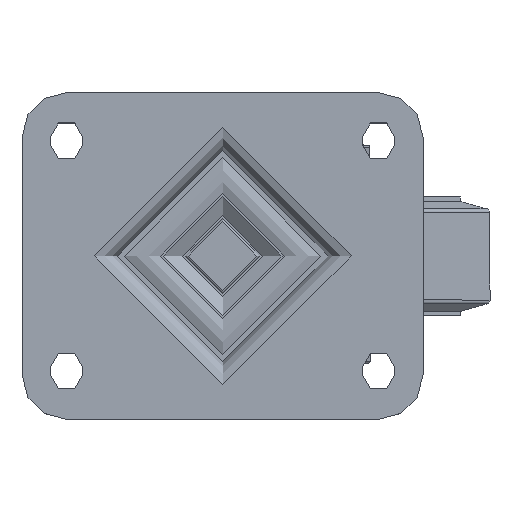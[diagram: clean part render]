
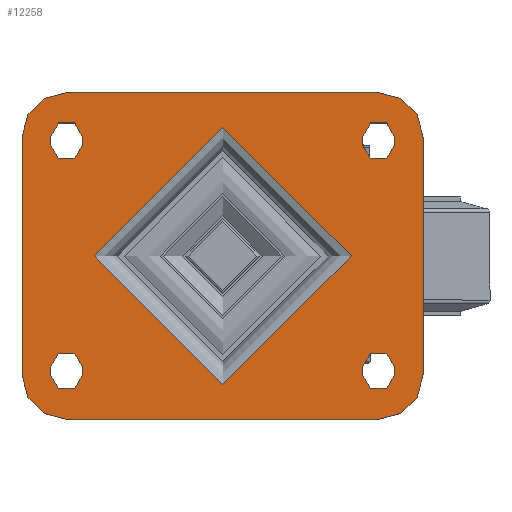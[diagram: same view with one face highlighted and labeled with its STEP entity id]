
A CAD part, top view. The second image highlights one B-rep face of the part: STEP entity #12258.
In plain terms, the highlighted planar face has unit normal (0, 0, 1).
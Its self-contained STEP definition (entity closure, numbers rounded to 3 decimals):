
#1038=FACE_BOUND('',#2354,.T.);
#1039=FACE_BOUND('',#2355,.T.);
#1040=FACE_BOUND('',#2356,.T.);
#1041=FACE_BOUND('',#2357,.T.);
#1042=FACE_BOUND('',#2358,.T.);
#1167=PLANE('',#13287);
#1596=FACE_OUTER_BOUND('',#2353,.T.);
#2353=EDGE_LOOP('',(#8534,#8535,#8536,#8537,#8538,#8539,#8540,#8541));
#2354=EDGE_LOOP('',(#8542,#8543,#8544,#8545));
#2355=EDGE_LOOP('',(#8546,#8547,#8548,#8549));
#2356=EDGE_LOOP('',(#8550,#8551,#8552,#8553));
#2357=EDGE_LOOP('',(#8554,#8555,#8556,#8557));
#2358=EDGE_LOOP('',(#8558));
#3244=LINE('',#17609,#4111);
#3245=LINE('',#17613,#4112);
#3246=LINE('',#17617,#4113);
#3247=LINE('',#17620,#4114);
#3248=LINE('',#17623,#4115);
#3249=LINE('',#17627,#4116);
#3250=LINE('',#17631,#4117);
#3251=LINE('',#17635,#4118);
#3252=LINE('',#17639,#4119);
#3253=LINE('',#17643,#4120);
#3254=LINE('',#17647,#4121);
#3255=LINE('',#17651,#4122);
#4111=VECTOR('',#14531,1000.);
#4112=VECTOR('',#14534,1000.);
#4113=VECTOR('',#14537,1000.);
#4114=VECTOR('',#14540,1000.);
#4115=VECTOR('',#14541,1000.);
#4116=VECTOR('',#14544,1000.);
#4117=VECTOR('',#14547,1000.);
#4118=VECTOR('',#14550,1000.);
#4119=VECTOR('',#14553,1000.);
#4120=VECTOR('',#14556,1000.);
#4121=VECTOR('',#14559,1000.);
#4122=VECTOR('',#14562,1000.);
#4979=CIRCLE('',#13256,43.246);
#5002=CIRCLE('',#13288,15.);
#5003=CIRCLE('',#13289,15.);
#5004=CIRCLE('',#13290,15.);
#5005=CIRCLE('',#13291,15.);
#5006=CIRCLE('',#13292,5.5);
#5007=CIRCLE('',#13293,5.5);
#5008=CIRCLE('',#13294,5.5);
#5009=CIRCLE('',#13295,5.5);
#5010=CIRCLE('',#13296,5.5);
#5011=CIRCLE('',#13297,5.5);
#5012=CIRCLE('',#13298,5.5);
#5013=CIRCLE('',#13299,5.5);
#5428=VERTEX_POINT('',#17526);
#5460=VERTEX_POINT('',#17605);
#5461=VERTEX_POINT('',#17606);
#5462=VERTEX_POINT('',#17608);
#5463=VERTEX_POINT('',#17610);
#5464=VERTEX_POINT('',#17612);
#5465=VERTEX_POINT('',#17614);
#5466=VERTEX_POINT('',#17616);
#5467=VERTEX_POINT('',#17618);
#5468=VERTEX_POINT('',#17621);
#5469=VERTEX_POINT('',#17622);
#5470=VERTEX_POINT('',#17624);
#5471=VERTEX_POINT('',#17626);
#5472=VERTEX_POINT('',#17629);
#5473=VERTEX_POINT('',#17630);
#5474=VERTEX_POINT('',#17632);
#5475=VERTEX_POINT('',#17634);
#5476=VERTEX_POINT('',#17637);
#5477=VERTEX_POINT('',#17638);
#5478=VERTEX_POINT('',#17640);
#5479=VERTEX_POINT('',#17642);
#5480=VERTEX_POINT('',#17645);
#5481=VERTEX_POINT('',#17646);
#5482=VERTEX_POINT('',#17648);
#5483=VERTEX_POINT('',#17650);
#6633=EDGE_CURVE('',#5428,#5428,#4979,.T.);
#6670=EDGE_CURVE('',#5460,#5461,#5002,.T.);
#6671=EDGE_CURVE('',#5462,#5461,#3244,.T.);
#6672=EDGE_CURVE('',#5463,#5462,#5003,.T.);
#6673=EDGE_CURVE('',#5464,#5463,#3245,.T.);
#6674=EDGE_CURVE('',#5465,#5464,#5004,.T.);
#6675=EDGE_CURVE('',#5466,#5465,#3246,.T.);
#6676=EDGE_CURVE('',#5466,#5467,#5005,.T.);
#6677=EDGE_CURVE('',#5460,#5467,#3247,.T.);
#6678=EDGE_CURVE('',#5468,#5469,#3248,.T.);
#6679=EDGE_CURVE('',#5469,#5470,#5006,.T.);
#6680=EDGE_CURVE('',#5470,#5471,#3249,.T.);
#6681=EDGE_CURVE('',#5471,#5468,#5007,.T.);
#6682=EDGE_CURVE('',#5472,#5473,#3250,.T.);
#6683=EDGE_CURVE('',#5473,#5474,#5008,.T.);
#6684=EDGE_CURVE('',#5474,#5475,#3251,.T.);
#6685=EDGE_CURVE('',#5475,#5472,#5009,.T.);
#6686=EDGE_CURVE('',#5476,#5477,#3252,.T.);
#6687=EDGE_CURVE('',#5477,#5478,#5010,.T.);
#6688=EDGE_CURVE('',#5478,#5479,#3253,.T.);
#6689=EDGE_CURVE('',#5479,#5476,#5011,.T.);
#6690=EDGE_CURVE('',#5480,#5481,#3254,.T.);
#6691=EDGE_CURVE('',#5481,#5482,#5012,.T.);
#6692=EDGE_CURVE('',#5482,#5483,#3255,.T.);
#6693=EDGE_CURVE('',#5483,#5480,#5013,.T.);
#8534=ORIENTED_EDGE('',*,*,#6670,.T.);
#8535=ORIENTED_EDGE('',*,*,#6671,.F.);
#8536=ORIENTED_EDGE('',*,*,#6672,.F.);
#8537=ORIENTED_EDGE('',*,*,#6673,.F.);
#8538=ORIENTED_EDGE('',*,*,#6674,.F.);
#8539=ORIENTED_EDGE('',*,*,#6675,.F.);
#8540=ORIENTED_EDGE('',*,*,#6676,.T.);
#8541=ORIENTED_EDGE('',*,*,#6677,.F.);
#8542=ORIENTED_EDGE('',*,*,#6678,.T.);
#8543=ORIENTED_EDGE('',*,*,#6679,.T.);
#8544=ORIENTED_EDGE('',*,*,#6680,.T.);
#8545=ORIENTED_EDGE('',*,*,#6681,.T.);
#8546=ORIENTED_EDGE('',*,*,#6682,.T.);
#8547=ORIENTED_EDGE('',*,*,#6683,.T.);
#8548=ORIENTED_EDGE('',*,*,#6684,.T.);
#8549=ORIENTED_EDGE('',*,*,#6685,.T.);
#8550=ORIENTED_EDGE('',*,*,#6686,.T.);
#8551=ORIENTED_EDGE('',*,*,#6687,.T.);
#8552=ORIENTED_EDGE('',*,*,#6688,.T.);
#8553=ORIENTED_EDGE('',*,*,#6689,.T.);
#8554=ORIENTED_EDGE('',*,*,#6690,.T.);
#8555=ORIENTED_EDGE('',*,*,#6691,.T.);
#8556=ORIENTED_EDGE('',*,*,#6692,.T.);
#8557=ORIENTED_EDGE('',*,*,#6693,.T.);
#8558=ORIENTED_EDGE('',*,*,#6633,.F.);
#12258=ADVANCED_FACE('',(#1596,#1038,#1039,#1040,#1041,#1042),#1167,.T.);
#13256=AXIS2_PLACEMENT_3D('',#17528,#14451,#14452);
#13287=AXIS2_PLACEMENT_3D('',#17604,#14527,#14528);
#13288=AXIS2_PLACEMENT_3D('',#17607,#14529,#14530);
#13289=AXIS2_PLACEMENT_3D('',#17611,#14532,#14533);
#13290=AXIS2_PLACEMENT_3D('',#17615,#14535,#14536);
#13291=AXIS2_PLACEMENT_3D('',#17619,#14538,#14539);
#13292=AXIS2_PLACEMENT_3D('',#17625,#14542,#14543);
#13293=AXIS2_PLACEMENT_3D('',#17628,#14545,#14546);
#13294=AXIS2_PLACEMENT_3D('',#17633,#14548,#14549);
#13295=AXIS2_PLACEMENT_3D('',#17636,#14551,#14552);
#13296=AXIS2_PLACEMENT_3D('',#17641,#14554,#14555);
#13297=AXIS2_PLACEMENT_3D('',#17644,#14557,#14558);
#13298=AXIS2_PLACEMENT_3D('',#17649,#14560,#14561);
#13299=AXIS2_PLACEMENT_3D('',#17652,#14563,#14564);
#14451=DIRECTION('center_axis',(0.,0.,1.));
#14452=DIRECTION('ref_axis',(-1.,0.,0.));
#14527=DIRECTION('center_axis',(0.,0.,1.));
#14528=DIRECTION('ref_axis',(1.,0.,0.));
#14529=DIRECTION('center_axis',(0.,0.,1.));
#14530=DIRECTION('ref_axis',(-1.,0.,0.));
#14531=DIRECTION('',(-1.,0.,0.));
#14532=DIRECTION('center_axis',(0.,0.,-1.));
#14533=DIRECTION('ref_axis',(1.,0.,0.));
#14534=DIRECTION('',(0.,-1.,0.));
#14535=DIRECTION('center_axis',(0.,0.,-1.));
#14536=DIRECTION('ref_axis',(0.,1.,0.));
#14537=DIRECTION('',(1.,0.,0.));
#14538=DIRECTION('center_axis',(0.,0.,1.));
#14539=DIRECTION('ref_axis',(0.,1.,0.));
#14540=DIRECTION('',(0.,1.,0.));
#14541=DIRECTION('',(0.,-1.,0.));
#14542=DIRECTION('center_axis',(0.,0.,-1.));
#14543=DIRECTION('ref_axis',(1.,0.,0.));
#14544=DIRECTION('',(0.,1.,0.));
#14545=DIRECTION('center_axis',(0.,0.,-1.));
#14546=DIRECTION('ref_axis',(1.,0.,0.));
#14547=DIRECTION('',(0.,1.,0.));
#14548=DIRECTION('center_axis',(0.,0.,-1.));
#14549=DIRECTION('ref_axis',(1.,0.,0.));
#14550=DIRECTION('',(0.,-1.,0.));
#14551=DIRECTION('center_axis',(0.,0.,-1.));
#14552=DIRECTION('ref_axis',(1.,0.,0.));
#14553=DIRECTION('',(0.,-1.,0.));
#14554=DIRECTION('center_axis',(0.,0.,-1.));
#14555=DIRECTION('ref_axis',(-1.,0.,0.));
#14556=DIRECTION('',(0.,1.,0.));
#14557=DIRECTION('center_axis',(0.,0.,-1.));
#14558=DIRECTION('ref_axis',(-1.,0.,0.));
#14559=DIRECTION('',(0.,1.,0.));
#14560=DIRECTION('center_axis',(0.,0.,-1.));
#14561=DIRECTION('ref_axis',(-1.,0.,0.));
#14562=DIRECTION('',(0.,-1.,0.));
#14563=DIRECTION('center_axis',(0.,0.,-1.));
#14564=DIRECTION('ref_axis',(-1.,0.,0.));
#17526=CARTESIAN_POINT('',(43.246,0.,0.));
#17528=CARTESIAN_POINT('Origin',(0.,0.,0.));
#17604=CARTESIAN_POINT('Origin',(0.,0.,0.));
#17605=CARTESIAN_POINT('',(-67.5,-40.,0.));
#17606=CARTESIAN_POINT('',(-52.5,-55.,0.));
#17607=CARTESIAN_POINT('Origin',(-52.5,-40.,0.));
#17608=CARTESIAN_POINT('',(52.5,-55.,0.));
#17609=CARTESIAN_POINT('',(52.5,-55.,0.));
#17610=CARTESIAN_POINT('',(67.5,-40.,0.));
#17611=CARTESIAN_POINT('Origin',(52.5,-40.,0.));
#17612=CARTESIAN_POINT('',(67.5,40.,0.));
#17613=CARTESIAN_POINT('',(67.5,40.,0.));
#17614=CARTESIAN_POINT('',(52.5,55.,0.));
#17615=CARTESIAN_POINT('Origin',(52.5,40.,0.));
#17616=CARTESIAN_POINT('',(-52.5,55.,0.));
#17617=CARTESIAN_POINT('',(-52.5,55.,0.));
#17618=CARTESIAN_POINT('',(-67.5,40.,0.));
#17619=CARTESIAN_POINT('Origin',(-52.5,40.,0.));
#17620=CARTESIAN_POINT('',(-67.5,-40.,0.));
#17621=CARTESIAN_POINT('',(-47.,40.,0.));
#17622=CARTESIAN_POINT('',(-47.,37.5,0.));
#17623=CARTESIAN_POINT('',(-47.,37.5,0.));
#17624=CARTESIAN_POINT('',(-58.,37.5,0.));
#17625=CARTESIAN_POINT('Origin',(-52.5,37.5,0.));
#17626=CARTESIAN_POINT('',(-58.,40.,0.));
#17627=CARTESIAN_POINT('',(-58.,37.5,0.));
#17628=CARTESIAN_POINT('Origin',(-52.5,40.,0.));
#17629=CARTESIAN_POINT('',(-58.,-40.,0.));
#17630=CARTESIAN_POINT('',(-58.,-37.5,0.));
#17631=CARTESIAN_POINT('',(-58.,-37.5,0.));
#17632=CARTESIAN_POINT('',(-47.,-37.5,0.));
#17633=CARTESIAN_POINT('Origin',(-52.5,-37.5,0.));
#17634=CARTESIAN_POINT('',(-47.,-40.,0.));
#17635=CARTESIAN_POINT('',(-47.,-37.5,0.));
#17636=CARTESIAN_POINT('Origin',(-52.5,-40.,0.));
#17637=CARTESIAN_POINT('',(58.,40.,0.));
#17638=CARTESIAN_POINT('',(58.,37.5,0.));
#17639=CARTESIAN_POINT('',(58.,37.5,0.));
#17640=CARTESIAN_POINT('',(47.,37.5,0.));
#17641=CARTESIAN_POINT('Origin',(52.5,37.5,0.));
#17642=CARTESIAN_POINT('',(47.,40.,0.));
#17643=CARTESIAN_POINT('',(47.,37.5,0.));
#17644=CARTESIAN_POINT('Origin',(52.5,40.,0.));
#17645=CARTESIAN_POINT('',(47.,-40.,0.));
#17646=CARTESIAN_POINT('',(47.,-37.5,0.));
#17647=CARTESIAN_POINT('',(47.,-37.5,0.));
#17648=CARTESIAN_POINT('',(58.,-37.5,0.));
#17649=CARTESIAN_POINT('Origin',(52.5,-37.5,0.));
#17650=CARTESIAN_POINT('',(58.,-40.,0.));
#17651=CARTESIAN_POINT('',(58.,-37.5,0.));
#17652=CARTESIAN_POINT('Origin',(52.5,-40.,0.));
